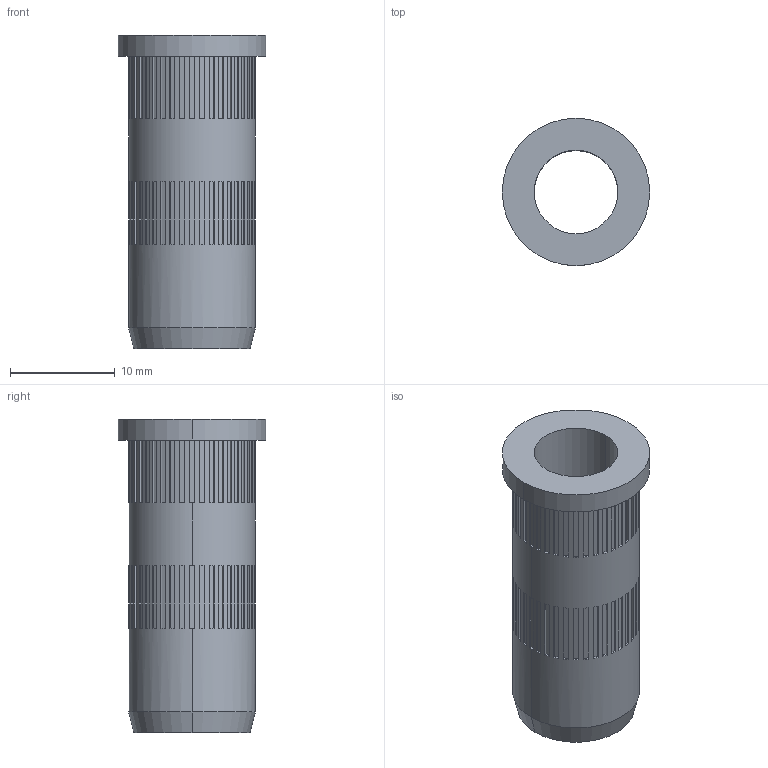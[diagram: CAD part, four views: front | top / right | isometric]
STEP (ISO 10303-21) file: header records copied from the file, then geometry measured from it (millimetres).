
FILE_DESCRIPTION (( 'STEP AP203' ), '1' );
FILE_NAME ('B33-22.STEP', '2018-03-27T10:44:30', ( 'User2' ), ( '' ), 'SwSTEP 2.0', 'SolidWorks 2007', '' );
FILE_SCHEMA (( 'CONFIG_CONTROL_DESIGN' ));
Length unit declared in the file: millimetre
Products named in the file (1): B33-22
Bounding box: 14.1 x 14.1 x 30 mm (x, y, z)
Volume: 1957.1 mm3; surface area: 2302.9 mm2
Topology: 1 solids, 1 shells, 373 faces, 992 edges, 660 vertices
Faces by surface type: plane 363, cylinder 6, cone 4
Entity records: 11595 total; most frequent: CARTESIAN_POINT 2026, ORIENTED_EDGE 1984, DIRECTION 1920, EDGE_CURVE 992, LINE 812, VECTOR 812, VERTEX_POINT 660, AXIS2_PLACEMENT_3D 554
